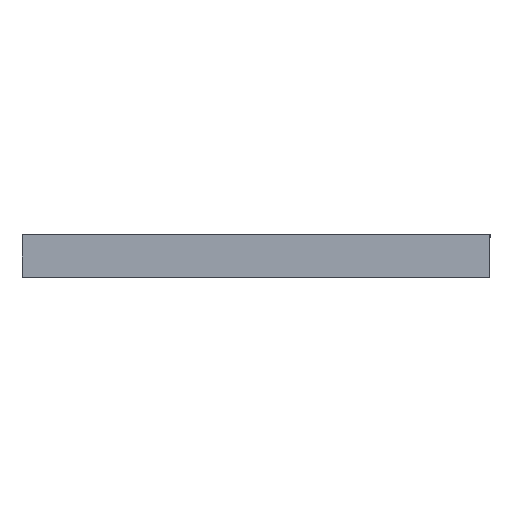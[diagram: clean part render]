
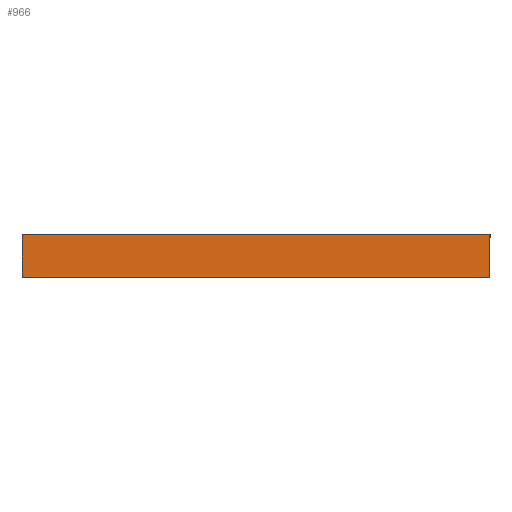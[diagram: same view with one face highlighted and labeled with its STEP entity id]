
A CAD part, front view. The second image highlights one B-rep face of the part: STEP entity #966.
In plain terms, the highlighted planar face has unit normal (0, -1, 0).
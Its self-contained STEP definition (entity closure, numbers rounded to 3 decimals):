
#17 = DIRECTION ( 'NONE',  ( 0., 0., -1. ) ) ;
#22 = DIRECTION ( 'NONE',  ( 0., 0., 1. ) ) ;
#93 = VERTEX_POINT ( 'NONE', #654 ) ;
#108 = CARTESIAN_POINT ( 'NONE',  ( 155., -250., 28. ) ) ;
#112 = CARTESIAN_POINT ( 'NONE',  ( 155., -250., 25. ) ) ;
#190 = LINE ( 'NONE', #932, #832 ) ;
#203 = VECTOR ( 'NONE', #17, 1000. ) ;
#219 = ORIENTED_EDGE ( 'NONE', *, *, #541, .F. ) ;
#272 = LINE ( 'NONE', #112, #203 ) ;
#309 = EDGE_CURVE ( 'NONE', #1334, #1189, #272, .T. ) ;
#325 = FACE_OUTER_BOUND ( 'NONE', #788, .T. ) ;
#333 = VECTOR ( 'NONE', #706, 1000. ) ;
#375 = VERTEX_POINT ( 'NONE', #830 ) ;
#449 = DIRECTION ( 'NONE',  ( 0., 0., -1. ) ) ;
#453 = EDGE_CURVE ( 'NONE', #1334, #375, #1433, .T. ) ;
#541 = EDGE_CURVE ( 'NONE', #93, #375, #190, .T. ) ;
#548 = DIRECTION ( 'NONE',  ( 0., 1., 0. ) ) ;
#551 = PLANE ( 'NONE',  #745 ) ;
#573 = VECTOR ( 'NONE', #713, 1000. ) ;
#607 = CARTESIAN_POINT ( 'NONE',  ( 155., -250., 0. ) ) ;
#654 = CARTESIAN_POINT ( 'NONE',  ( -155., -250., 0. ) ) ;
#673 = CARTESIAN_POINT ( 'NONE',  ( 155., -250., 25. ) ) ;
#706 = DIRECTION ( 'NONE',  ( -1., 0., 0. ) ) ;
#713 = DIRECTION ( 'NONE',  ( -1., 0., 0. ) ) ;
#732 = CARTESIAN_POINT ( 'NONE',  ( -155., -250., 28. ) ) ;
#745 = AXIS2_PLACEMENT_3D ( 'NONE', #673, #548, #449 ) ;
#788 = EDGE_LOOP ( 'NONE', ( #1298, #219, #1466, #1420 ) ) ;
#830 = CARTESIAN_POINT ( 'NONE',  ( -155., -250., 28. ) ) ;
#832 = VECTOR ( 'NONE', #22, 1000. ) ;
#932 = CARTESIAN_POINT ( 'NONE',  ( -155., -250., 0. ) ) ;
#954 = LINE ( 'NONE', #1191, #333 ) ;
#966 = ADVANCED_FACE ( 'NONE', ( #325 ), #551, .F. ) ;
#1129 = EDGE_CURVE ( 'NONE', #1189, #93, #954, .T. ) ;
#1189 = VERTEX_POINT ( 'NONE', #607 ) ;
#1191 = CARTESIAN_POINT ( 'NONE',  ( 155., -250., 0. ) ) ;
#1298 = ORIENTED_EDGE ( 'NONE', *, *, #453, .T. ) ;
#1334 = VERTEX_POINT ( 'NONE', #108 ) ;
#1420 = ORIENTED_EDGE ( 'NONE', *, *, #309, .F. ) ;
#1433 = LINE ( 'NONE', #732, #573 ) ;
#1466 = ORIENTED_EDGE ( 'NONE', *, *, #1129, .F. ) ;
